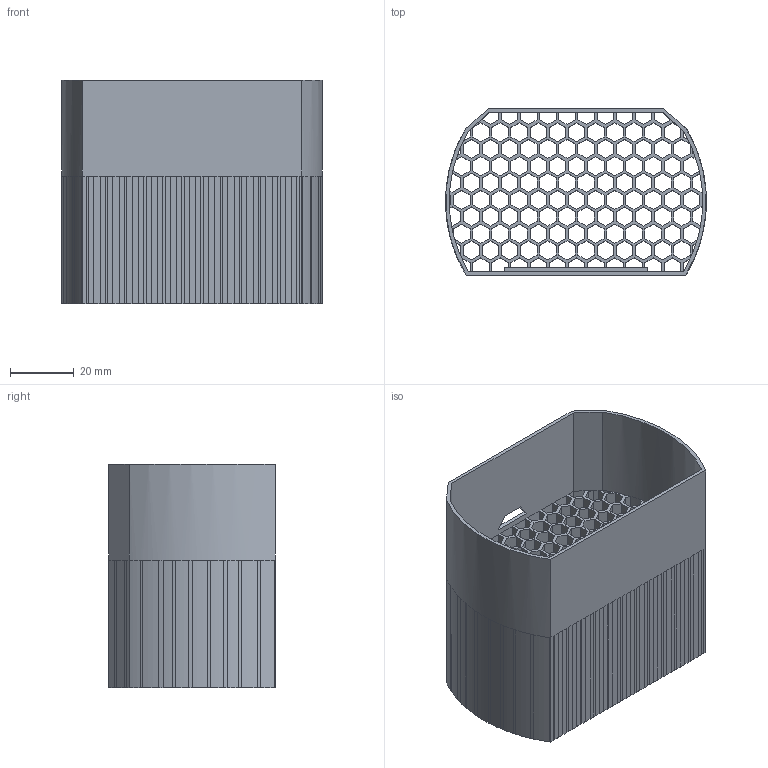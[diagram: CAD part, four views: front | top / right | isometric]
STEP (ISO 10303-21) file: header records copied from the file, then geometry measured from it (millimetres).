
FILE_DESCRIPTION(('FreeCAD Model'),'2;1');
FILE_NAME('Open CASCADE Shape Model','2025-06-07T16:57:26',(''),(''), 'Open CASCADE STEP processor 7.8','FreeCAD','Unknown');
FILE_SCHEMA(('AUTOMOTIVE_DESIGN { 1 0 10303 214 1 1 1 1 }'));
Length unit declared in the file: millimetre
Products named in the file (1): variant-hexgrid
Bounding box: 81.7 x 52.2 x 70 mm (x, y, z)
Volume: 56726.1 mm3; surface area: 115978.9 mm2
Topology: 1 solids, 1 shells, 989 faces, 2918 edges, 1851 vertices
Faces by surface type: plane 927, cylinder 58, bspline 4
Entity records: 70620 total; most frequent: CARTESIAN_POINT 11855, DIRECTION 10812, LINE 8484, VECTOR 8484, ORIENTED_EDGE 5836, PCURVE 5836, DEFINITIONAL_REPRESENTATION 5836, EDGE_CURVE 2918
